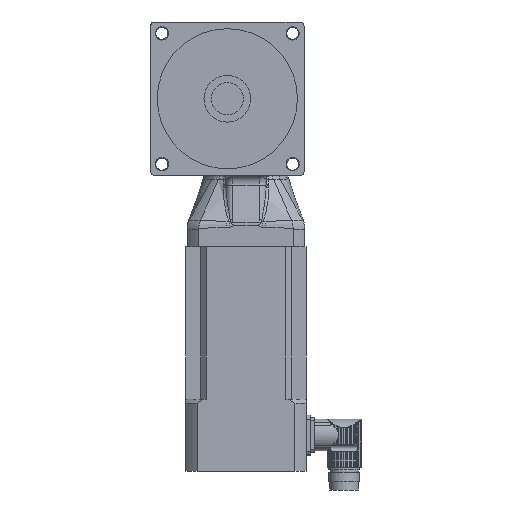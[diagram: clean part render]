
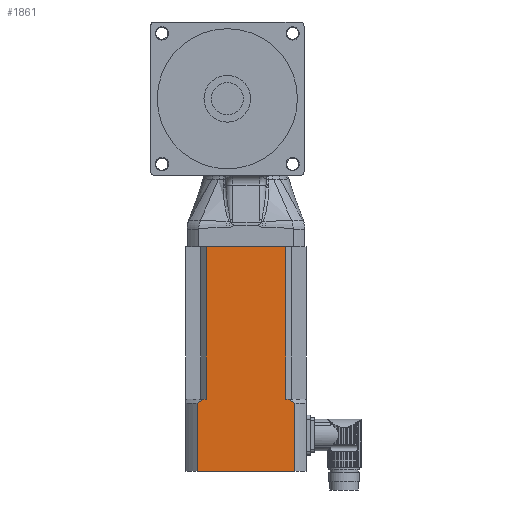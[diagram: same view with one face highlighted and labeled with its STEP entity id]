
A CAD part, front view. The second image highlights one B-rep face of the part: STEP entity #1861.
In plain terms, the highlighted planar face has unit normal (0, -1, 0).
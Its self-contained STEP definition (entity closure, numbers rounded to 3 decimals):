
#1861=ADVANCED_FACE('',(#2880),#2725,.T.);
#2725=PLANE('',#13537);
#2880=FACE_OUTER_BOUND('',#3694,.T.);
#3694=EDGE_LOOP('',(#5208,#5209,#5210,#5211,#5212,#5213,#5214,#5215,#5216,
#5217));
#4668=B_SPLINE_CURVE_WITH_KNOTS('',3,(#18678,#18679,#18680,#18681),.UNSPECIFIED.,
.F.,.F.,(4,4),(0.,1.),.UNSPECIFIED.);
#4669=B_SPLINE_CURVE_WITH_KNOTS('',3,(#18693,#18694,#18695,#18696),.UNSPECIFIED.,
.F.,.F.,(4,4),(0.,1.),.UNSPECIFIED.);
#5208=ORIENTED_EDGE('',*,*,#10391,.F.);
#5209=ORIENTED_EDGE('',*,*,#10392,.T.);
#5210=ORIENTED_EDGE('',*,*,#10393,.T.);
#5211=ORIENTED_EDGE('',*,*,#10394,.F.);
#5212=ORIENTED_EDGE('',*,*,#10395,.T.);
#5213=ORIENTED_EDGE('',*,*,#10396,.T.);
#5214=ORIENTED_EDGE('',*,*,#10397,.T.);
#5215=ORIENTED_EDGE('',*,*,#10398,.T.);
#5216=ORIENTED_EDGE('',*,*,#10399,.F.);
#5217=ORIENTED_EDGE('',*,*,#10400,.T.);
#9150=VERTEX_POINT('',#18676);
#9151=VERTEX_POINT('',#18677);
#9152=VERTEX_POINT('',#18682);
#9153=VERTEX_POINT('',#18684);
#9154=VERTEX_POINT('',#18686);
#9155=VERTEX_POINT('',#18688);
#9156=VERTEX_POINT('',#18690);
#9157=VERTEX_POINT('',#18692);
#9158=VERTEX_POINT('',#18697);
#9159=VERTEX_POINT('',#18699);
#10391=EDGE_CURVE('',#9150,#9151,#12362,.T.);
#10392=EDGE_CURVE('',#9150,#9152,#4668,.T.);
#10393=EDGE_CURVE('',#9152,#9153,#12363,.T.);
#10394=EDGE_CURVE('',#9154,#9153,#12364,.T.);
#10395=EDGE_CURVE('',#9154,#9155,#12365,.T.);
#10396=EDGE_CURVE('',#9155,#9156,#12366,.T.);
#10397=EDGE_CURVE('',#9156,#9157,#12367,.T.);
#10398=EDGE_CURVE('',#9157,#9158,#4669,.T.);
#10399=EDGE_CURVE('',#9159,#9158,#12368,.T.);
#10400=EDGE_CURVE('',#9159,#9151,#12369,.T.);
#12362=LINE('',#18675,#12949);
#12363=LINE('',#18683,#12950);
#12364=LINE('',#18685,#12951);
#12365=LINE('',#18687,#12952);
#12366=LINE('',#18689,#12953);
#12367=LINE('',#18691,#12954);
#12368=LINE('',#18698,#12955);
#12369=LINE('',#18700,#12956);
#12949=VECTOR('',#15055,1.);
#12950=VECTOR('',#15056,1.);
#12951=VECTOR('',#15057,1.);
#12952=VECTOR('',#15058,1.);
#12953=VECTOR('',#15059,1.);
#12954=VECTOR('',#15060,1.);
#12955=VECTOR('',#15061,1.);
#12956=VECTOR('',#15062,1.);
#13537=AXIS2_PLACEMENT_3D('',#18701,#15063,#15064);
#15055=DIRECTION('',(0.,0.,-1.));
#15056=DIRECTION('',(-1.,0.,0.));
#15057=DIRECTION('',(0.,0.,-1.));
#15058=DIRECTION('',(-1.,0.,0.));
#15059=DIRECTION('',(0.,0.,-1.));
#15060=DIRECTION('',(-1.,0.,0.));
#15061=DIRECTION('',(0.,0.,1.));
#15062=DIRECTION('',(1.,0.,0.));
#15063=DIRECTION('',(0.,-1.,0.));
#15064=DIRECTION('',(0.,0.,-1.));
#18675=CARTESIAN_POINT('',(81.592,0.,0.));
#18676=CARTESIAN_POINT('',(81.592,0.,16.));
#18677=CARTESIAN_POINT('',(81.592,0.,-35.));
#18678=CARTESIAN_POINT('',(81.592,0.,16.));
#18679=CARTESIAN_POINT('',(79.956,0.,17.033));
#18680=CARTESIAN_POINT('',(78.301,0.,18.035));
#18681=CARTESIAN_POINT('',(76.623,0.,19.));
#18682=CARTESIAN_POINT('',(76.623,0.,19.));
#18683=CARTESIAN_POINT('',(45.,0.,19.));
#18684=CARTESIAN_POINT('',(74.75,0.,19.));
#18685=CARTESIAN_POINT('',(74.75,0.,0.));
#18686=CARTESIAN_POINT('',(74.75,0.,133.));
#18687=CARTESIAN_POINT('',(45.,0.,133.));
#18688=CARTESIAN_POINT('',(15.25,0.,133.));
#18689=CARTESIAN_POINT('',(15.25,0.,0.));
#18690=CARTESIAN_POINT('',(15.25,0.,19.));
#18691=CARTESIAN_POINT('',(45.,0.,19.));
#18692=CARTESIAN_POINT('',(13.377,0.,19.));
#18693=CARTESIAN_POINT('',(13.377,0.,19.));
#18694=CARTESIAN_POINT('',(11.699,0.,18.035));
#18695=CARTESIAN_POINT('',(10.044,0.,17.033));
#18696=CARTESIAN_POINT('',(8.408,0.,16.));
#18697=CARTESIAN_POINT('',(8.408,0.,16.));
#18698=CARTESIAN_POINT('',(8.408,0.,0.));
#18699=CARTESIAN_POINT('',(8.408,0.,-35.));
#18700=CARTESIAN_POINT('',(45.,0.,-35.));
#18701=CARTESIAN_POINT('',(45.,0.,0.));
